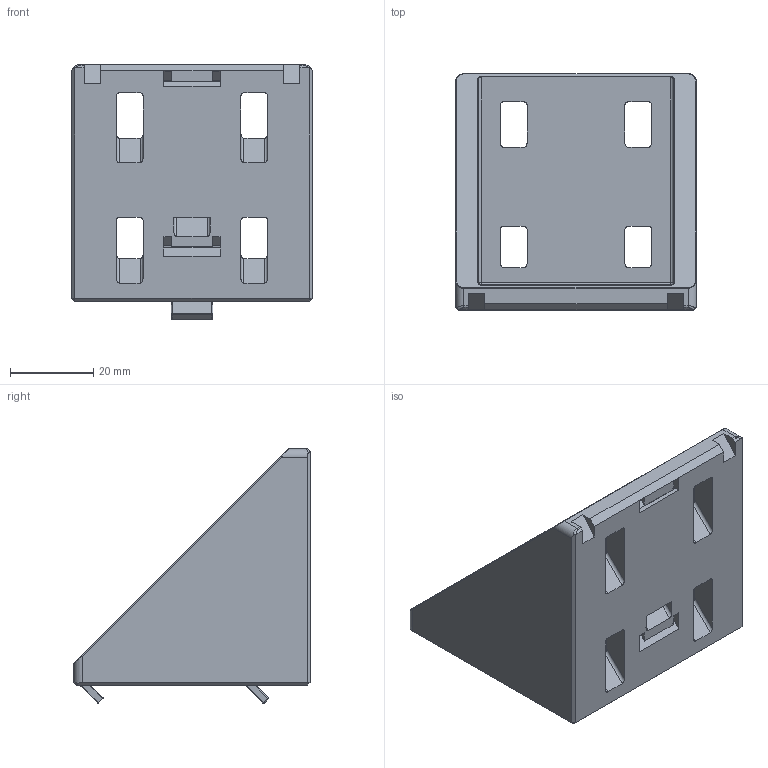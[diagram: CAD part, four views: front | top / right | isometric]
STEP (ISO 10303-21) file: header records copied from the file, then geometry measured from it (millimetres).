
FILE_DESCRIPTION (( 'STEP AP214' ), '1' );
FILE_NAME ('AL-3.21.30.6060.STEP', '2019-10-22T07:41:37', ( '' ), ( '' ), 'SwSTEP 2.0', 'SolidWorks 2018', '' );
FILE_SCHEMA (( 'AUTOMOTIVE_DESIGN' ));
Length unit declared in the file: millimetre
Products named in the file (1): AL-3.21.30.6060
Bounding box: 58 x 57 x 61.34 mm (x, y, z)
Volume: 46919.5 mm3; surface area: 20110.9 mm2
Topology: 1 solids, 1 shells, 217 faces, 582 edges, 366 vertices
Faces by surface type: plane 108, cylinder 85, sphere 12, bspline 12
Entity records: 6906 total; most frequent: CARTESIAN_POINT 1694, ORIENTED_EDGE 1144, DIRECTION 1012, EDGE_CURVE 572, LINE 372, VECTOR 372, VERTEX_POINT 362, AXIS2_PLACEMENT_3D 320
